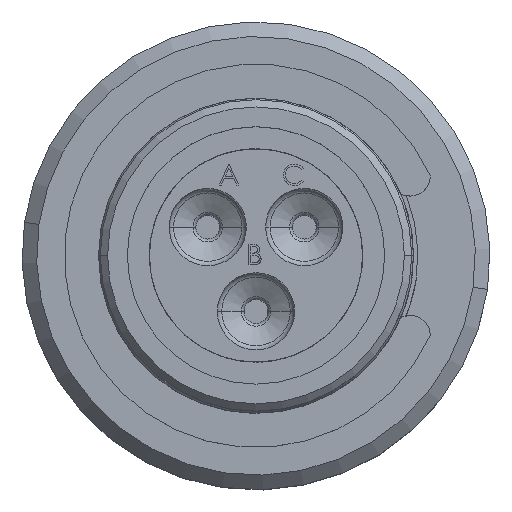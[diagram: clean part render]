
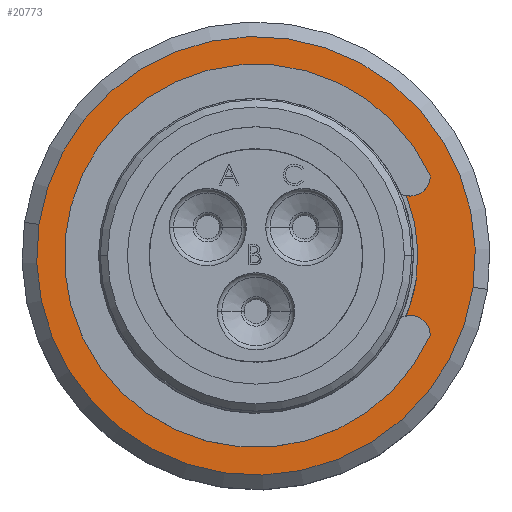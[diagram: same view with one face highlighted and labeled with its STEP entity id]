
A CAD part, top view. The second image highlights one B-rep face of the part: STEP entity #20773.
In plain terms, the highlighted planar face has unit normal (0, 0, 1).
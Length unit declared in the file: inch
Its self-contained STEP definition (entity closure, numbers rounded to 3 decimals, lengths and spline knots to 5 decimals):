
#518 = FACE_OUTER_BOUND ( 'NONE', #22058, .T. ) ;
#750 = CARTESIAN_POINT ( 'NONE',  ( 0.23453, 0.10752, -0.32787 ) ) ;
#779 = DIRECTION ( 'NONE',  ( 0.99, -0.143, 0. ) ) ;
#878 = DIRECTION ( 'NONE',  ( 1., 0., 0. ) ) ;
#2581 = CARTESIAN_POINT ( 'NONE',  ( 0.20748, -0.10748, -0.32787 ) ) ;
#3433 = CARTESIAN_POINT ( 'NONE',  ( 0.23455, -0.10748, -0.32787 ) ) ;
#3739 = EDGE_LOOP ( 'NONE', ( #16048, #4648, #30924, #31483, #4108 ) ) ;
#4108 = ORIENTED_EDGE ( 'NONE', *, *, #16307, .F. ) ;
#4164 = CARTESIAN_POINT ( 'NONE',  ( 0.29223, -0.04228, -0.32787 ) ) ;
#4448 = CARTESIAN_POINT ( 'NONE',  ( 0.20232, 0.08094, -0.32787 ) ) ;
#4648 = ORIENTED_EDGE ( 'NONE', *, *, #8951, .T. ) ;
#4713 = AXIS2_PLACEMENT_3D ( 'NONE', #13027, #31706, #15731 ) ;
#5276 = DIRECTION ( 'NONE',  ( 1., 0., 0. ) ) ;
#6777 = FACE_BOUND ( 'NONE', #3739, .T. ) ;
#7170 = VERTEX_POINT ( 'NONE', #22255 ) ;
#7943 = AXIS2_PLACEMENT_3D ( 'NONE', #10144, #28756, #12774 ) ;
#8512 = AXIS2_PLACEMENT_3D ( 'NONE', #2581, #21303, #5276 ) ;
#8596 = DIRECTION ( 'NONE',  ( 0., 0., 1. ) ) ;
#8868 = VERTEX_POINT ( 'NONE', #17856 ) ;
#8951 = EDGE_CURVE ( 'NONE', #18278, #8868, #13929, .T. ) ;
#9067 = DIRECTION ( 'NONE',  ( 0., 0., 1. ) ) ;
#9577 = VERTEX_POINT ( 'NONE', #3433 ) ;
#10144 = CARTESIAN_POINT ( 'NONE',  ( 0., 0., -0.32787 ) ) ;
#10431 = AXIS2_PLACEMENT_3D ( 'NONE', #32820, #16869, #878 ) ;
#10527 = CIRCLE ( 'NONE', #25931, 0.21791 ) ;
#11878 = AXIS2_PLACEMENT_3D ( 'NONE', #25041, #9067, #27697 ) ;
#12142 = CIRCLE ( 'NONE', #30597, 0.29528 ) ;
#12774 = DIRECTION ( 'NONE',  ( 1., 0., 0. ) ) ;
#13027 = CARTESIAN_POINT ( 'NONE',  ( 0., 0., -0.32787 ) ) ;
#13235 = CIRCLE ( 'NONE', #11878, 0.29528 ) ;
#13801 = CIRCLE ( 'NONE', #7943, 0.258 ) ;
#13929 = CIRCLE ( 'NONE', #4713, 0.21791 ) ;
#14988 = CARTESIAN_POINT ( 'NONE',  ( 0., 0., -0.32787 ) ) ;
#15731 = DIRECTION ( 'NONE',  ( 0.99, -0.143, 0. ) ) ;
#16048 = ORIENTED_EDGE ( 'NONE', *, *, #32830, .F. ) ;
#16307 = EDGE_CURVE ( 'NONE', #30861, #9577, #13801, .T. ) ;
#16767 = DIRECTION ( 'NONE',  ( 0., 0., -1. ) ) ;
#16869 = DIRECTION ( 'NONE',  ( 0., 0., 1. ) ) ;
#17704 = DIRECTION ( 'NONE',  ( -0.99, 0.143, 0. ) ) ;
#17856 = CARTESIAN_POINT ( 'NONE',  ( 0.21567, -0.03121, -0.32787 ) ) ;
#18073 = CIRCLE ( 'NONE', #10431, 0.02707 ) ;
#18278 = VERTEX_POINT ( 'NONE', #4448 ) ;
#19811 = ORIENTED_EDGE ( 'NONE', *, *, #30457, .T. ) ;
#20558 = CIRCLE ( 'NONE', #8512, 0.02707 ) ;
#20773 = ADVANCED_FACE ( 'NONE', ( #518, #6777 ), #29783, .T. ) ;
#20821 = EDGE_CURVE ( 'NONE', #8868, #21908, #10527, .T. ) ;
#21064 = EDGE_CURVE ( 'NONE', #26011, #7170, #12142, .T. ) ;
#21153 = ORIENTED_EDGE ( 'NONE', *, *, #21064, .T. ) ;
#21303 = DIRECTION ( 'NONE',  ( 0., 0., 1. ) ) ;
#21908 = VERTEX_POINT ( 'NONE', #27776 ) ;
#22058 = EDGE_LOOP ( 'NONE', ( #21153, #19811 ) ) ;
#22255 = CARTESIAN_POINT ( 'NONE',  ( -0.29223, 0.04228, -0.32787 ) ) ;
#24175 = AXIS2_PLACEMENT_3D ( 'NONE', #24601, #8596, #27241 ) ;
#24601 = CARTESIAN_POINT ( 'NONE',  ( 0., 0., -0.32787 ) ) ;
#25041 = CARTESIAN_POINT ( 'NONE',  ( 0., 0., -0.32787 ) ) ;
#25448 = EDGE_CURVE ( 'NONE', #9577, #21908, #20558, .T. ) ;
#25931 = AXIS2_PLACEMENT_3D ( 'NONE', #32713, #16767, #779 ) ;
#26011 = VERTEX_POINT ( 'NONE', #4164 ) ;
#27241 = DIRECTION ( 'NONE',  ( -0.99, 0.143, 0. ) ) ;
#27697 = DIRECTION ( 'NONE',  ( -0.99, 0.143, 0. ) ) ;
#27776 = CARTESIAN_POINT ( 'NONE',  ( 0.20234, -0.08091, -0.32787 ) ) ;
#28756 = DIRECTION ( 'NONE',  ( 0., 0., 1. ) ) ;
#29783 = PLANE ( 'NONE',  #24175 ) ;
#30457 = EDGE_CURVE ( 'NONE', #7170, #26011, #13235, .T. ) ;
#30597 = AXIS2_PLACEMENT_3D ( 'NONE', #14988, #33645, #17704 ) ;
#30861 = VERTEX_POINT ( 'NONE', #750 ) ;
#30924 = ORIENTED_EDGE ( 'NONE', *, *, #20821, .T. ) ;
#31483 = ORIENTED_EDGE ( 'NONE', *, *, #25448, .F. ) ;
#31706 = DIRECTION ( 'NONE',  ( 0., 0., -1. ) ) ;
#32713 = CARTESIAN_POINT ( 'NONE',  ( 0., 0., -0.32787 ) ) ;
#32820 = CARTESIAN_POINT ( 'NONE',  ( 0.20746, 0.10752, -0.32787 ) ) ;
#32830 = EDGE_CURVE ( 'NONE', #18278, #30861, #18073, .T. ) ;
#33645 = DIRECTION ( 'NONE',  ( 0., 0., 1. ) ) ;
